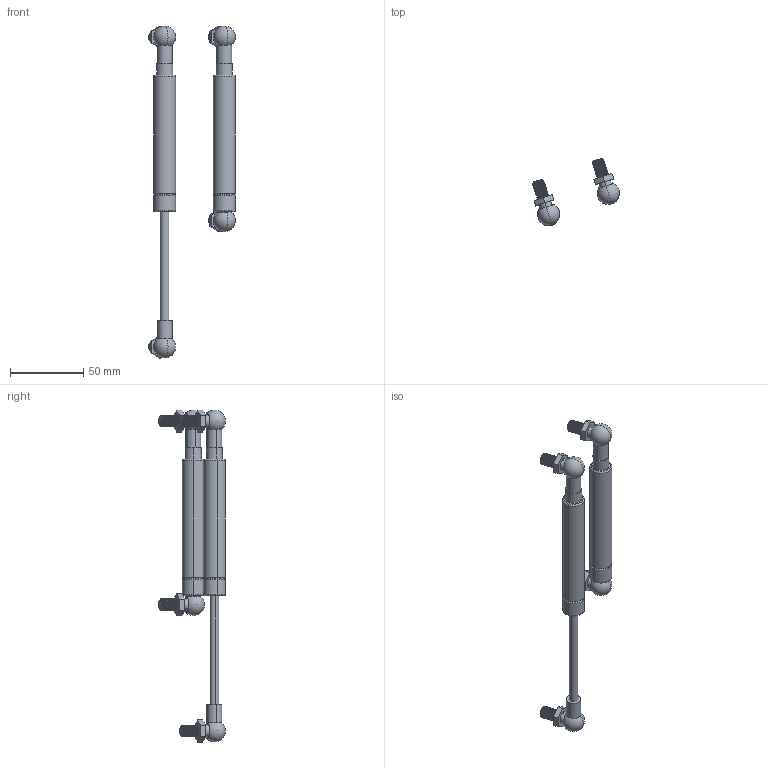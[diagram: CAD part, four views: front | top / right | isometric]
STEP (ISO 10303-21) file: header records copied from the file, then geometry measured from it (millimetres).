
FILE_DESCRIPTION (( 'STEP AP214' ), '1' );
FILE_NAME ('06461 Gas Strut Adjustable Pressure Stainless Steel 200mm Pair.STEP', '2024-11-29T01:52:37', ( '' ), ( '' ), 'SwSTEP 2.0', 'SolidWorks 2024', '' );
FILE_SCHEMA (( 'AUTOMOTIVE_DESIGN' ));
Length unit declared in the file: millimetre
Products named in the file (8): 06461 Gas Strut Adjustable Pressure Stainless Steel 200mm Pair; 06461 Gas Strut Adjustable Pressure Stainless Steel 200mm In_extended; Ball Joint Inner_1851; Ball Joint_1851; 06461 Bk 6mm Gas Strut 200mm L 75mm St 40kg Body_6353; 06461 Bk 6mm Gas Strut 200mm L 75mm St 40kg Rod_6350; 06461 Gas Strut Adjustable Pressure Stainless Steel 200mm Out_extended; Ball Joint Outer_1851
Assembly tree (12 placements, depth 4):
  06461 Gas Strut Adjustable Pressure Stainless Steel 200mm Pair
    06461 Gas Strut Adjustable Pressure Stainless Steel 200mm In_extended
      Ball Joint_1851  x2
        Ball Joint Outer_1851
        Ball Joint Inner_1851
      06461 Bk 6mm Gas Strut 200mm L 75mm St 40kg Body_6353
      06461 Bk 6mm Gas Strut 200mm L 75mm St 40kg Rod_6350
    06461 Gas Strut Adjustable Pressure Stainless Steel 200mm Out_extended
      06461 Bk 6mm Gas Strut 200mm L 75mm St 40kg Body_6353
      06461 Bk 6mm Gas Strut 200mm L 75mm St 40kg Rod_6350
      Ball Joint_1851  x2
        Ball Joint Outer_1851
        Ball Joint Inner_1851
Bounding box: 59.08 x 45.54 x 226.01 mm (x, y, z)
Volume: 48615.5 mm3; surface area: 28632.7 mm2
Topology: 12 solids, 12 shells, 288 faces, 748 edges, 476 vertices
Faces by surface type: cylinder 132, plane 72, torus 32, sphere 24, cone 16, bspline 12
Entity records: 6549 total; most frequent: CARTESIAN_POINT 4210, DIRECTION 468, ORIENTED_EDGE 434, EDGE_CURVE 217, AXIS2_PLACEMENT_3D 193, VERTEX_POINT 138, EDGE_LOOP 103, ADVANCED_FACE 94
